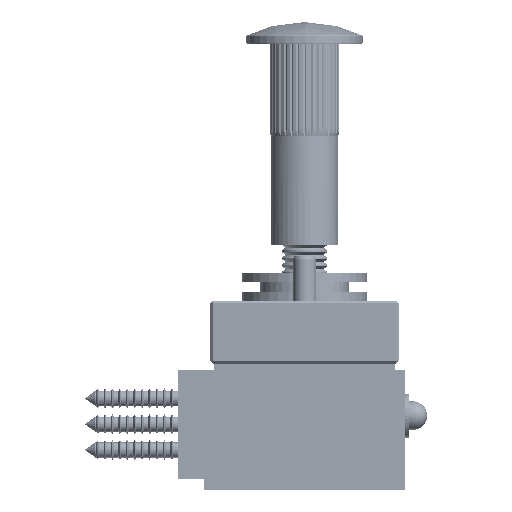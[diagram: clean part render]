
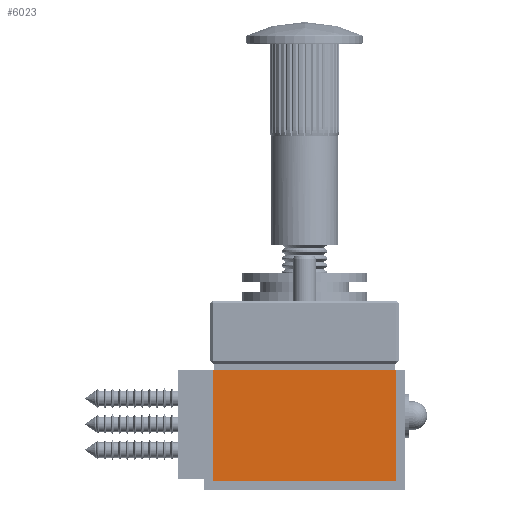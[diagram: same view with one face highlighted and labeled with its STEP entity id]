
A CAD part, left-side view. The second image highlights one B-rep face of the part: STEP entity #6023.
In plain terms, the highlighted planar face has unit normal (-1, 0, 0).
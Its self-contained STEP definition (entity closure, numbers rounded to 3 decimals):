
#1282 = CARTESIAN_POINT ( 'NONE',  ( -105., -16., 1.5 ) ) ;
#2493 = VECTOR ( 'NONE', #8787, 1000. ) ;
#5609 = EDGE_CURVE ( 'NONE', #131573, #111489, #37425, .T. ) ;
#6023 = ADVANCED_FACE ( 'NONE', ( #50568 ), #120399, .F. ) ;
#6088 = ORIENTED_EDGE ( 'NONE', *, *, #85770, .T. ) ;
#8787 = DIRECTION ( 'NONE',  ( 0., 0., -1. ) ) ;
#12882 = EDGE_LOOP ( 'NONE', ( #34954, #108911, #22347, #6088 ) ) ;
#16494 = DIRECTION ( 'NONE',  ( 0., 1., 0. ) ) ;
#21219 = DIRECTION ( 'NONE',  ( 0., 1., 0. ) ) ;
#22347 = ORIENTED_EDGE ( 'NONE', *, *, #72092, .T. ) ;
#28894 = VERTEX_POINT ( 'NONE', #130327 ) ;
#29887 = CARTESIAN_POINT ( 'NONE',  ( -105., -16., 21. ) ) ;
#34954 = ORIENTED_EDGE ( 'NONE', *, *, #5609, .T. ) ;
#37425 = LINE ( 'NONE', #109252, #2493 ) ;
#40535 = DIRECTION ( 'NONE',  ( 0., -1., 0. ) ) ;
#41823 = DIRECTION ( 'NONE',  ( 1., 0., 0. ) ) ;
#47255 = CARTESIAN_POINT ( 'NONE',  ( -105., 16., 21. ) ) ;
#50568 = FACE_OUTER_BOUND ( 'NONE', #12882, .T. ) ;
#51924 = VECTOR ( 'NONE', #16494, 1000. ) ;
#63975 = VERTEX_POINT ( 'NONE', #130210 ) ;
#64339 = AXIS2_PLACEMENT_3D ( 'NONE', #1282, #41823, #21219 ) ;
#69780 = VECTOR ( 'NONE', #111087, 1000. ) ;
#72092 = EDGE_CURVE ( 'NONE', #28894, #63975, #80501, .T. ) ;
#80501 = LINE ( 'NONE', #29887, #69780 ) ;
#81804 = LINE ( 'NONE', #121712, #125512 ) ;
#85770 = EDGE_CURVE ( 'NONE', #63975, #131573, #87041, .T. ) ;
#87041 = LINE ( 'NONE', #107667, #51924 ) ;
#107667 = CARTESIAN_POINT ( 'NONE',  ( -105., -16., 21. ) ) ;
#108911 = ORIENTED_EDGE ( 'NONE', *, *, #116113, .T. ) ;
#109252 = CARTESIAN_POINT ( 'NONE',  ( -105., 16., 1.5 ) ) ;
#111087 = DIRECTION ( 'NONE',  ( 0., 0., 1. ) ) ;
#111489 = VERTEX_POINT ( 'NONE', #129347 ) ;
#116113 = EDGE_CURVE ( 'NONE', #111489, #28894, #81804, .T. ) ;
#120399 = PLANE ( 'NONE',  #64339 ) ;
#121712 = CARTESIAN_POINT ( 'NONE',  ( -105., -16., 1.5 ) ) ;
#125512 = VECTOR ( 'NONE', #40535, 1000. ) ;
#129347 = CARTESIAN_POINT ( 'NONE',  ( -105., 16., 1.5 ) ) ;
#130210 = CARTESIAN_POINT ( 'NONE',  ( -105., -16., 21. ) ) ;
#130327 = CARTESIAN_POINT ( 'NONE',  ( -105., -16., 1.5 ) ) ;
#131573 = VERTEX_POINT ( 'NONE', #47255 ) ;
